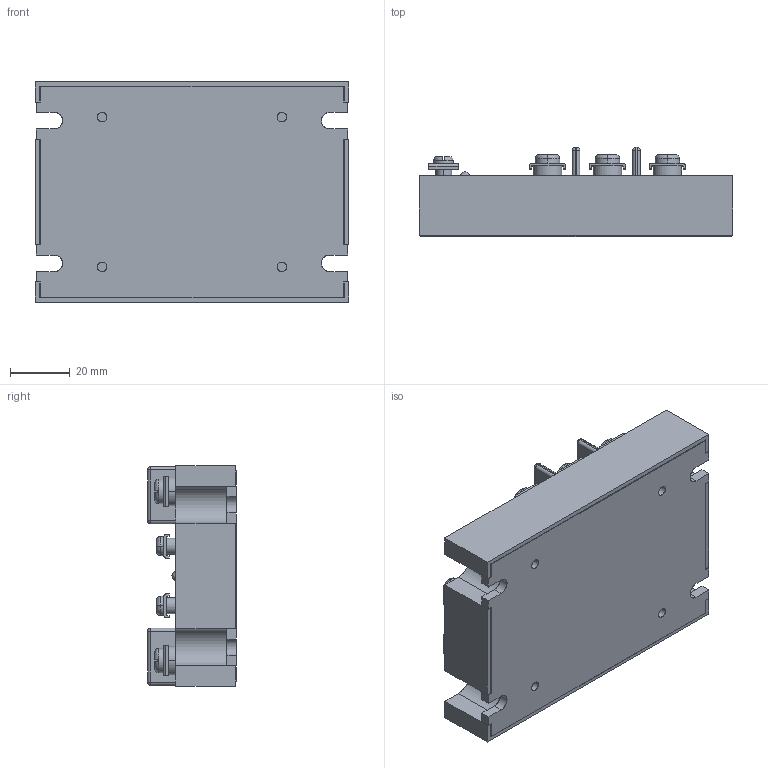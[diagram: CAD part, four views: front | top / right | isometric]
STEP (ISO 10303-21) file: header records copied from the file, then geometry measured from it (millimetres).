
FILE_DESCRIPTION (( 'STEP AP214' ), '1' );
FILE_NAME ('109601..STEP', '2016-09-01T19:21:21', ( '' ), ( '' ), 'SwSTEP 2.0', 'SolidWorks 2015', '' );
FILE_SCHEMA (( 'AUTOMOTIVE_DESIGN' ));
Length unit declared in the file: inch
Products named in the file (1): 109601.
Bounding box: 104.65 x 29.67 x 73.48 mm (x, y, z)
Surface area: 45051.5 mm2 (no closed solid volume)
Topology: 0 solids, 578 shells, 635 faces, 3029 edges, 2960 vertices
Faces by surface type: plane 418, cylinder 158, bspline 43, sphere 16
Entity records: 44469 total; most frequent: CARTESIAN_POINT 13566, DIRECTION 4107, ORIENTED_EDGE 3164, EDGE_CURVE 3011, VERTEX_POINT 2960, LINE 2173, VECTOR 2173, AXIS2_PLACEMENT_3D 967
